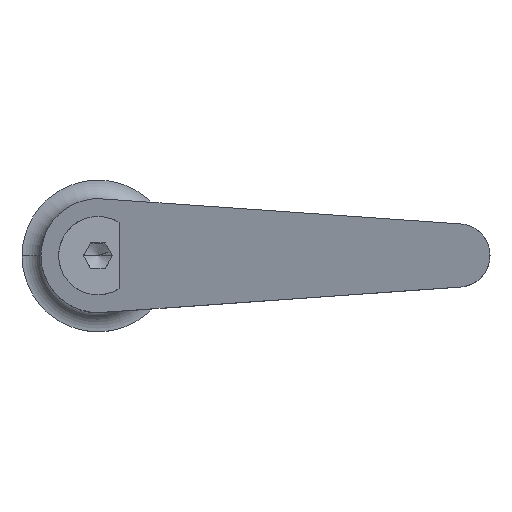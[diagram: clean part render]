
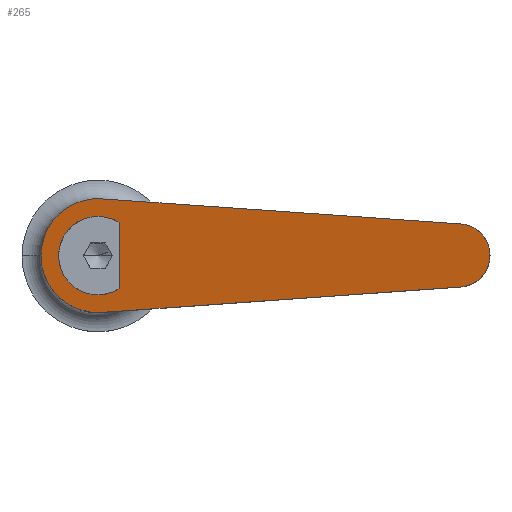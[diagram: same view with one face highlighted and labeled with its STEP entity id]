
A CAD part, top view. The second image highlights one B-rep face of the part: STEP entity #265.
In plain terms, the highlighted planar face has unit normal (-0.266, 0, 0.964).
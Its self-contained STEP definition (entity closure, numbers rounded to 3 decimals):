
#235=VERTEX_POINT('',#597);
#241=EDGE_CURVE('',#409,#243,#603,.T.);
#243=VERTEX_POINT('',#605);
#265=ADVANCED_FACE('',(#629,#630),#631,.F.);
#271=VERTEX_POINT('',#638);
#277=EDGE_CURVE('',#243,#515,#644,.T.);
#315=EDGE_CURVE('',#457,#517,#687,.T.);
#351=EDGE_CURVE('',#515,#235,#729,.T.);
#359=EDGE_CURVE('',#271,#457,#737,.T.);
#393=EDGE_CURVE('',#235,#409,#773,.T.);
#409=VERTEX_POINT('',#792);
#427=EDGE_CURVE('',#519,#447,#812,.T.);
#443=EDGE_CURVE('',#447,#271,#830,.T.);
#447=VERTEX_POINT('',#834);
#457=VERTEX_POINT('',#845);
#501=EDGE_CURVE('',#517,#519,#892,.T.);
#515=VERTEX_POINT('',#907);
#517=VERTEX_POINT('',#909);
#519=VERTEX_POINT('',#911);
#597=CARTESIAN_POINT('',(0.,-6.2,33.579));
#603=LINE('',#1006,#1007);
#605=CARTESIAN_POINT('',(3.342,5.222,34.5));
#629=FACE_OUTER_BOUND('',#1040,.T.);
#630=FACE_BOUND('',#1041,.T.);
#631=PLANE('',#1042);
#638=CARTESIAN_POINT('',(0.632,8.978,33.753));
#644=ELLIPSE('',#1067,6.431,6.2);
#687=ELLIPSE('',#1122,9.335,9.);
#729=ELLIPSE('',#1194,6.431,6.2);
#737=ELLIPSE('',#1215,9.335,9.);
#773=ELLIPSE('',#1264,6.431,6.2);
#792=CARTESIAN_POINT('',(3.342,-5.222,34.5));
#812=ELLIPSE('',#1314,5.186,5.);
#830=LINE('',#1347,#1348);
#834=CARTESIAN_POINT('',(57.351,4.988,49.379));
#845=CARTESIAN_POINT('',(-9.,0.,31.1));
#892=LINE('',#1435,#1436);
#907=CARTESIAN_POINT('',(0.,6.2,33.579));
#909=CARTESIAN_POINT('',(0.632,-8.978,33.753));
#911=CARTESIAN_POINT('',(57.351,-4.988,49.379));
#1006=CARTESIAN_POINT('',(3.342,0.,34.5));
#1007=VECTOR('',#1567,1.0);
#1040=EDGE_LOOP('',(#1591,#1592,#1593,#1594,#1595));
#1041=EDGE_LOOP('',(#1596,#1597,#1598,#1599));
#1042=AXIS2_PLACEMENT_3D('',#1600,#1601,#1602);
#1067=AXIS2_PLACEMENT_3D('',#1614,#1615,#1616);
#1122=AXIS2_PLACEMENT_3D('',#1662,#1663,#1664);
#1194=AXIS2_PLACEMENT_3D('',#1710,#1711,#1712);
#1215=AXIS2_PLACEMENT_3D('',#1714,#1715,#1716);
#1264=AXIS2_PLACEMENT_3D('',#1754,#1755,#1756);
#1314=AXIS2_PLACEMENT_3D('',#1807,#1808,#1809);
#1347=CARTESIAN_POINT('',(32.714,6.721,42.592));
#1348=VECTOR('',#1828,1.0);
#1435=CARTESIAN_POINT('',(59.082,-4.866,49.856));
#1436=VECTOR('',#1895,1.0);
#1567=DIRECTION('',(0.,1.0,0.0));
#1591=ORIENTED_EDGE('',*,*,#359,.T.);
#1592=ORIENTED_EDGE('',*,*,#315,.T.);
#1593=ORIENTED_EDGE('',*,*,#501,.T.);
#1594=ORIENTED_EDGE('',*,*,#427,.T.);
#1595=ORIENTED_EDGE('',*,*,#443,.T.);
#1596=ORIENTED_EDGE('',*,*,#277,.F.);
#1597=ORIENTED_EDGE('',*,*,#241,.F.);
#1598=ORIENTED_EDGE('',*,*,#393,.F.);
#1599=ORIENTED_EDGE('',*,*,#351,.F.);
#1600=CARTESIAN_POINT('',(27.678,0.,41.204));
#1601=DIRECTION('',(0.266,0.,-0.964));
#1602=DIRECTION('',(0.256,0.964,0.071));
#1614=CARTESIAN_POINT('',(0.0,0.0,33.579));
#1615=DIRECTION('',(-0.266,0.,0.964));
#1616=DIRECTION('',(-0.964,0.0,-0.266));
#1662=CARTESIAN_POINT('',(0.,0.,33.579));
#1663=DIRECTION('',(-0.266,0.,0.964));
#1664=DIRECTION('',(-0.964,0.,-0.266));
#1710=CARTESIAN_POINT('',(0.0,0.0,33.579));
#1711=DIRECTION('',(-0.266,0.,0.964));
#1712=DIRECTION('',(-0.964,0.0,-0.266));
#1714=CARTESIAN_POINT('',(0.,0.,33.579));
#1715=DIRECTION('',(-0.266,0.,0.964));
#1716=DIRECTION('',(-0.964,0.,-0.266));
#1754=CARTESIAN_POINT('',(0.0,0.0,33.579));
#1755=DIRECTION('',(-0.266,0.,0.964));
#1756=DIRECTION('',(-0.964,0.0,-0.266));
#1807=CARTESIAN_POINT('',(57.0,0.,49.282));
#1808=DIRECTION('',(-0.266,0.,0.964));
#1809=DIRECTION('',(0.964,0.,0.266));
#1828=DIRECTION('',(-0.962,0.068,-0.265));
#1895=DIRECTION('',(0.962,0.068,0.265));
